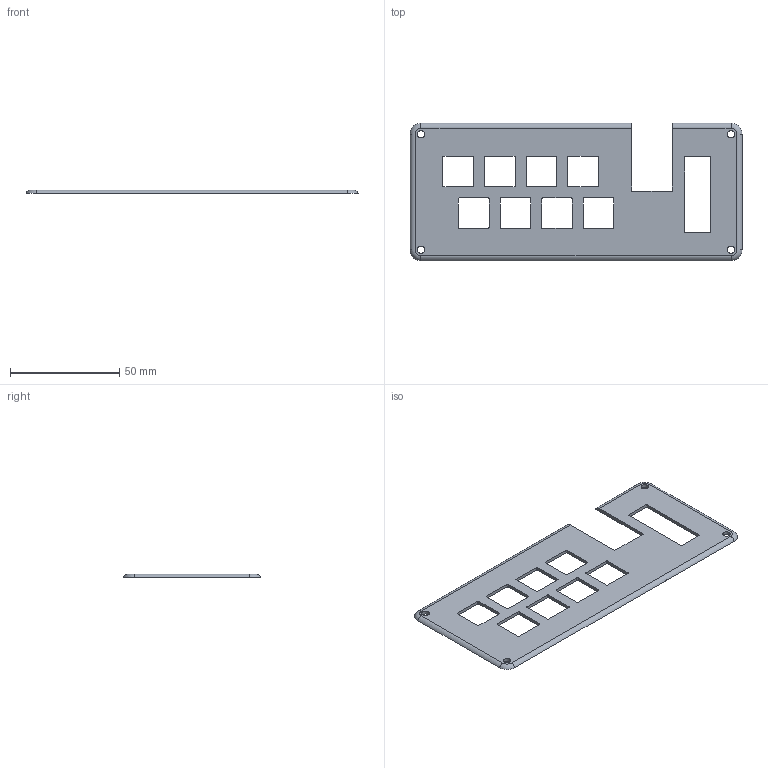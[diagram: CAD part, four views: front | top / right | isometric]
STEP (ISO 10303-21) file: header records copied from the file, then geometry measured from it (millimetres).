
FILE_DESCRIPTION(/* description */ (''),/* implementation_level */ '2;1');
FILE_NAME(/* name */ 'Macropad Case Top.step',/* time_stamp */ '2025-12-06T17:31:08-08:00',/* author */ (''),/* organization */ (''),/* preprocessor_version */ 'ST-DEVELOPER v20.1',/* originating_system */ 'Autodesk Translation Framework v14.21.0.0',/* authorisation */ '');
FILE_SCHEMA (('AUTOMOTIVE_DESIGN { 1 0 10303 214 3 1 1 }'));
Length unit declared in the file: millimetre
Products named in the file (1): Macropad Case Top
Bounding box: 151.97 x 62.86 x 1.7 mm (x, y, z)
Volume: 10046.4 mm3; surface area: 15171 mm2
Topology: 1 solids, 1 shells, 436 faces, 1239 edges, 826 vertices
Faces by surface type: bspline 257, plane 134, cylinder 41, torus 4
Full cylindrical faces by diameter (mm): 3.4 x4
Entity records: 16608 total; most frequent: CARTESIAN_POINT 6871, ORIENTED_EDGE 2478, EDGE_CURVE 1239, DIRECTION 1175, VERTEX_POINT 826, LINE 635, VECTOR 635, B_SPLINE_CURVE_WITH_KNOTS 514
